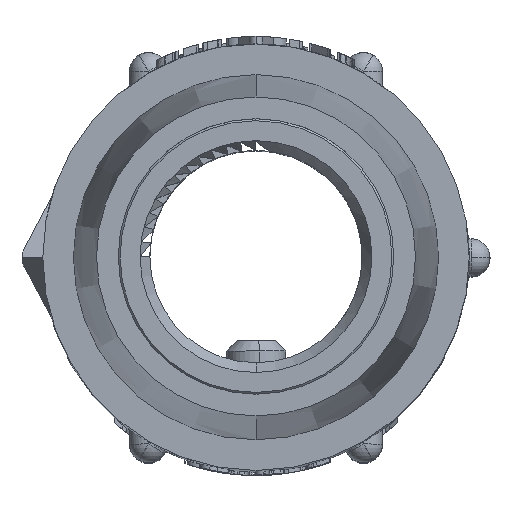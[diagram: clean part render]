
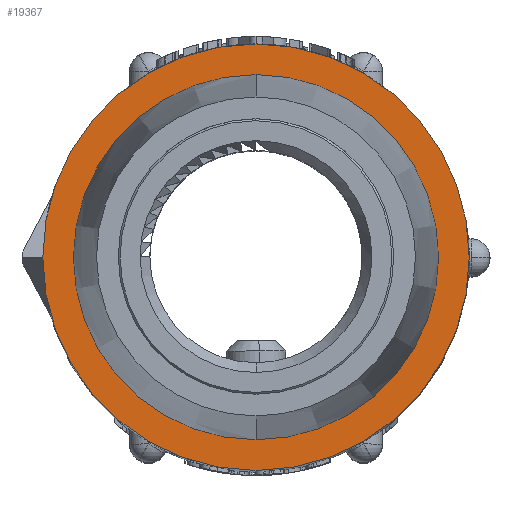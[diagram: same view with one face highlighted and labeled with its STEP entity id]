
A CAD part, top view. The second image highlights one B-rep face of the part: STEP entity #19367.
In plain terms, the highlighted planar face has unit normal (0, 0, 1).
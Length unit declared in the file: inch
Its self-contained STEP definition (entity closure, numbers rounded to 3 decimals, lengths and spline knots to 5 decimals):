
#2095 = DIRECTION ( 'NONE',  ( 0., 1., 0. ) ) ;
#3812 = CIRCLE ( 'NONE', #97037, 1.13 ) ;
#4666 = DIRECTION ( 'NONE',  ( 0., -1., 0. ) ) ;
#6737 = CARTESIAN_POINT ( 'NONE',  ( 2.8294, 4.17429, 7.31391 ) ) ;
#9799 = PLANE ( 'NONE',  #65404 ) ;
#11423 = EDGE_LOOP ( 'NONE', ( #67966, #71229 ) ) ;
#14310 = CARTESIAN_POINT ( 'NONE',  ( 2.8294, 3.04429, 7.31391 ) ) ;
#14486 = CARTESIAN_POINT ( 'NONE',  ( 2.8294, 4.17429, 7.31391 ) ) ;
#14681 = EDGE_CURVE ( 'NONE', #91054, #68290, #21474, .T. ) ;
#15941 = CARTESIAN_POINT ( 'NONE',  ( 2.8294, 4.17429, 7.31391 ) ) ;
#17312 = EDGE_CURVE ( 'NONE', #25784, #96772, #17788, .T. ) ;
#17788 = CIRCLE ( 'NONE', #89757, 0.9675 ) ;
#19367 = ADVANCED_FACE ( 'NONE', ( #24132, #71746 ), #9799, .F. ) ;
#21474 = CIRCLE ( 'NONE', #95133, 1.13 ) ;
#23640 = DIRECTION ( 'NONE',  ( 0., 0., -1. ) ) ;
#23671 = DIRECTION ( 'NONE',  ( 0., 0., 1. ) ) ;
#24132 = FACE_BOUND ( 'NONE', #40040, .T. ) ;
#25596 = CARTESIAN_POINT ( 'NONE',  ( 2.8294, 4.17429, 7.31391 ) ) ;
#25784 = VERTEX_POINT ( 'NONE', #60356 ) ;
#26080 = DIRECTION ( 'NONE',  ( 0., -1., 0. ) ) ;
#31419 = ORIENTED_EDGE ( 'NONE', *, *, #91427, .F. ) ;
#38437 = DIRECTION ( 'NONE',  ( 0., 0., 1. ) ) ;
#40040 = EDGE_LOOP ( 'NONE', ( #31419, #92633 ) ) ;
#57884 = CARTESIAN_POINT ( 'NONE',  ( 2.8294, 5.30429, 7.31391 ) ) ;
#60356 = CARTESIAN_POINT ( 'NONE',  ( 2.8294, 3.20679, 7.31391 ) ) ;
#62026 = DIRECTION ( 'NONE',  ( 0., -1., 0. ) ) ;
#65404 = AXIS2_PLACEMENT_3D ( 'NONE', #15941, #23640, #2095 ) ;
#67966 = ORIENTED_EDGE ( 'NONE', *, *, #93097, .T. ) ;
#68290 = VERTEX_POINT ( 'NONE', #14310 ) ;
#69238 = DIRECTION ( 'NONE',  ( 0., -1., 0. ) ) ;
#71229 = ORIENTED_EDGE ( 'NONE', *, *, #14681, .T. ) ;
#71746 = FACE_OUTER_BOUND ( 'NONE', #11423, .T. ) ;
#74825 = CARTESIAN_POINT ( 'NONE',  ( 2.8294, 4.17429, 7.31391 ) ) ;
#78028 = AXIS2_PLACEMENT_3D ( 'NONE', #14486, #23671, #69238 ) ;
#79960 = DIRECTION ( 'NONE',  ( 0., 0., 1. ) ) ;
#89521 = CIRCLE ( 'NONE', #78028, 0.9675 ) ;
#89757 = AXIS2_PLACEMENT_3D ( 'NONE', #6737, #38437, #62026 ) ;
#90195 = DIRECTION ( 'NONE',  ( 0., 0., 1. ) ) ;
#91054 = VERTEX_POINT ( 'NONE', #57884 ) ;
#91427 = EDGE_CURVE ( 'NONE', #96772, #25784, #89521, .T. ) ;
#92633 = ORIENTED_EDGE ( 'NONE', *, *, #17312, .F. ) ;
#93097 = EDGE_CURVE ( 'NONE', #68290, #91054, #3812, .T. ) ;
#95133 = AXIS2_PLACEMENT_3D ( 'NONE', #25596, #79960, #26080 ) ;
#95229 = CARTESIAN_POINT ( 'NONE',  ( 2.8294, 5.14179, 7.31391 ) ) ;
#96772 = VERTEX_POINT ( 'NONE', #95229 ) ;
#97037 = AXIS2_PLACEMENT_3D ( 'NONE', #74825, #90195, #4666 ) ;
